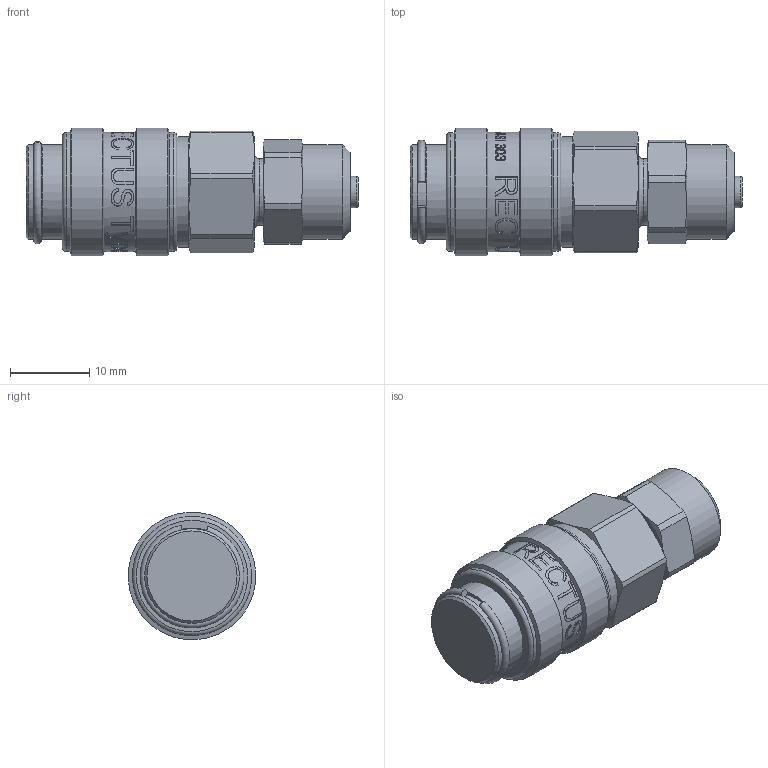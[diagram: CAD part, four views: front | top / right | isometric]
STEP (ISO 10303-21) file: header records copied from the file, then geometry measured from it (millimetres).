
FILE_DESCRIPTION((''),'2;1');
FILE_NAME('21kbko06rvx.stp','2013-02-26T15:18:12',('IA176480'),(''),'Autodesk Inventor 2011','Autodesk Inventor 2011','');
FILE_SCHEMA(('AUTOMOTIVE_DESIGN { 1 0 10303 214 1 1 1 1 }'));
Length unit declared in the file: millimetre
Products named in the file (1): D106002
Bounding box: 42 x 16.1 x 16.1 mm (x, y, z)
Volume: 5705 mm3; surface area: 4250.5 mm2
Topology: 2 solids, 5 shells, 447 faces, 1123 edges, 730 vertices
Faces by surface type: bspline 174, plane 140, cylinder 76, cone 45, torus 12
Full cylindrical faces by diameter (mm): 4 x1, 4.6 x1, 6.2 x1, 8.4 x1, 10 x2, 10.5 x1, 10.685 x2, 10.7 x1, 11.15 x1, 11.4 x1, 12 x4, 12.15 x2, 14 x3, 15.1 x3, 16.15 x2
Entity records: 57123 total; most frequent: CARTESIAN_POINT 47644, ORIENTED_EDGE 2104, DIRECTION 1278, EDGE_CURVE 1052, VERTEX_POINT 718, EDGE_LOOP 558, AXIS2_PLACEMENT_3D 459, B_SPLINE_CURVE_WITH_KNOTS 459
